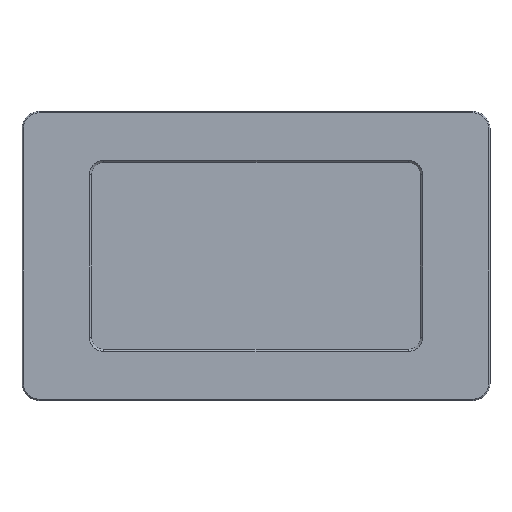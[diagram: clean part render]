
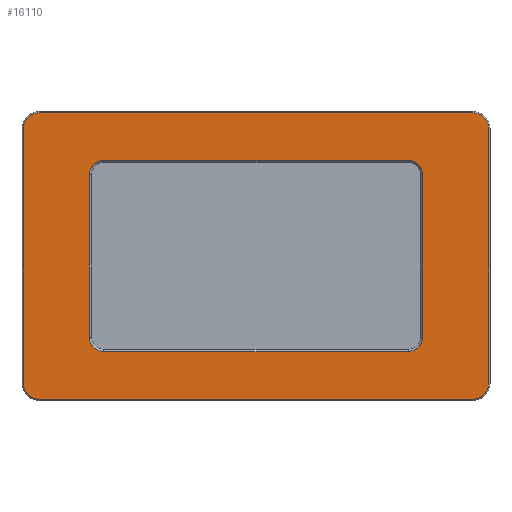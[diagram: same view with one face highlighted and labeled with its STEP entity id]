
A CAD part, top view. The second image highlights one B-rep face of the part: STEP entity #16110.
In plain terms, the highlighted planar face has unit normal (0, 0, 1).
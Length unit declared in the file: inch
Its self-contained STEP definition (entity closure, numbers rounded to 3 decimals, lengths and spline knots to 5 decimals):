
#36=FACE_BOUND('',#2370,.T.);
#586=PLANE('',#17125);
#1525=FACE_OUTER_BOUND('',#2369,.T.);
#2369=EDGE_LOOP('',(#13223,#13224,#13225,#13226,#13227,#13228,#13229,#13230));
#2370=EDGE_LOOP('',(#13231,#13232,#13233,#13234,#13235,#13236,#13237,#13238));
#2855=CIRCLE('',#17111,0.31);
#2857=CIRCLE('',#17115,0.31);
#2859=CIRCLE('',#17119,0.31);
#2861=CIRCLE('',#17123,0.31);
#2863=CIRCLE('',#17126,0.345);
#2864=CIRCLE('',#17127,0.345);
#2865=CIRCLE('',#17128,0.345);
#2866=CIRCLE('',#17129,0.345);
#4507=LINE('',#27342,#6149);
#4511=LINE('',#27354,#6153);
#4515=LINE('',#27366,#6157);
#4519=LINE('',#27378,#6161);
#4522=LINE('',#27388,#6164);
#4523=LINE('',#27392,#6165);
#4524=LINE('',#27396,#6166);
#4525=LINE('',#27400,#6167);
#6149=VECTOR('',#20267,0.3937);
#6153=VECTOR('',#20279,0.3937);
#6157=VECTOR('',#20291,0.3937);
#6161=VECTOR('',#20303,0.3937);
#6164=VECTOR('',#20314,0.3937);
#6165=VECTOR('',#20317,0.3937);
#6166=VECTOR('',#20320,0.3937);
#6167=VECTOR('',#20323,0.3937);
#7594=VERTEX_POINT('',#27338);
#7596=VERTEX_POINT('',#27341);
#7598=VERTEX_POINT('',#27347);
#7600=VERTEX_POINT('',#27353);
#7602=VERTEX_POINT('',#27359);
#7604=VERTEX_POINT('',#27365);
#7606=VERTEX_POINT('',#27371);
#7608=VERTEX_POINT('',#27377);
#7610=VERTEX_POINT('',#27386);
#7611=VERTEX_POINT('',#27387);
#7612=VERTEX_POINT('',#27389);
#7613=VERTEX_POINT('',#27391);
#7614=VERTEX_POINT('',#27393);
#7615=VERTEX_POINT('',#27395);
#7616=VERTEX_POINT('',#27397);
#7617=VERTEX_POINT('',#27399);
#9622=EDGE_CURVE('',#7594,#7596,#4507,.T.);
#9625=EDGE_CURVE('',#7596,#7598,#2855,.T.);
#9628=EDGE_CURVE('',#7598,#7600,#4511,.T.);
#9631=EDGE_CURVE('',#7600,#7602,#2857,.T.);
#9634=EDGE_CURVE('',#7602,#7604,#4515,.T.);
#9637=EDGE_CURVE('',#7604,#7606,#2859,.T.);
#9640=EDGE_CURVE('',#7606,#7608,#4519,.T.);
#9643=EDGE_CURVE('',#7608,#7594,#2861,.T.);
#9645=EDGE_CURVE('',#7610,#7611,#4522,.T.);
#9646=EDGE_CURVE('',#7612,#7610,#2863,.T.);
#9647=EDGE_CURVE('',#7613,#7612,#4523,.T.);
#9648=EDGE_CURVE('',#7614,#7613,#2864,.T.);
#9649=EDGE_CURVE('',#7615,#7614,#4524,.T.);
#9650=EDGE_CURVE('',#7616,#7615,#2865,.T.);
#9651=EDGE_CURVE('',#7617,#7616,#4525,.T.);
#9652=EDGE_CURVE('',#7611,#7617,#2866,.T.);
#13223=ORIENTED_EDGE('',*,*,#9645,.F.);
#13224=ORIENTED_EDGE('',*,*,#9646,.F.);
#13225=ORIENTED_EDGE('',*,*,#9647,.F.);
#13226=ORIENTED_EDGE('',*,*,#9648,.F.);
#13227=ORIENTED_EDGE('',*,*,#9649,.F.);
#13228=ORIENTED_EDGE('',*,*,#9650,.F.);
#13229=ORIENTED_EDGE('',*,*,#9651,.F.);
#13230=ORIENTED_EDGE('',*,*,#9652,.F.);
#13231=ORIENTED_EDGE('',*,*,#9643,.F.);
#13232=ORIENTED_EDGE('',*,*,#9640,.F.);
#13233=ORIENTED_EDGE('',*,*,#9637,.F.);
#13234=ORIENTED_EDGE('',*,*,#9634,.F.);
#13235=ORIENTED_EDGE('',*,*,#9631,.F.);
#13236=ORIENTED_EDGE('',*,*,#9628,.F.);
#13237=ORIENTED_EDGE('',*,*,#9625,.F.);
#13238=ORIENTED_EDGE('',*,*,#9622,.F.);
#16110=ADVANCED_FACE('',(#1525,#36),#586,.F.);
#17111=AXIS2_PLACEMENT_3D('',#27348,#20272,#20273);
#17115=AXIS2_PLACEMENT_3D('',#27360,#20284,#20285);
#17119=AXIS2_PLACEMENT_3D('',#27372,#20296,#20297);
#17123=AXIS2_PLACEMENT_3D('',#27383,#20308,#20309);
#17125=AXIS2_PLACEMENT_3D('',#27385,#20312,#20313);
#17126=AXIS2_PLACEMENT_3D('',#27390,#20315,#20316);
#17127=AXIS2_PLACEMENT_3D('',#27394,#20318,#20319);
#17128=AXIS2_PLACEMENT_3D('',#27398,#20321,#20322);
#17129=AXIS2_PLACEMENT_3D('',#27401,#20324,#20325);
#20267=DIRECTION('',(0.,1.,0.));
#20272=DIRECTION('center_axis',(0.,0.,
1.));
#20273=DIRECTION('ref_axis',(1.,0.,0.));
#20279=DIRECTION('',(-1.,0.,0.));
#20284=DIRECTION('center_axis',(0.,0.,
1.));
#20285=DIRECTION('ref_axis',(0.,1.,0.));
#20291=DIRECTION('',(0.,-1.,0.));
#20296=DIRECTION('center_axis',(0.,0.,
1.));
#20297=DIRECTION('ref_axis',(-1.,0.,0.));
#20303=DIRECTION('',(1.,0.,0.));
#20308=DIRECTION('center_axis',(0.,0.,
1.));
#20309=DIRECTION('ref_axis',(0.,-1.,0.));
#20312=DIRECTION('center_axis',(0.,0.,
-1.));
#20313=DIRECTION('ref_axis',(1.,0.,0.));
#20314=DIRECTION('',(0.,-1.,0.));
#20315=DIRECTION('center_axis',(0.,0.,
-1.));
#20316=DIRECTION('ref_axis',(0.707,0.707,0.));
#20317=DIRECTION('',(1.,0.,0.));
#20318=DIRECTION('center_axis',(0.,0.,
-1.));
#20319=DIRECTION('ref_axis',(-0.707,0.707,0.));
#20320=DIRECTION('',(0.,1.,0.));
#20321=DIRECTION('center_axis',(0.,0.,
-1.));
#20322=DIRECTION('ref_axis',(-0.707,-0.707,0.));
#20323=DIRECTION('',(-1.,0.,0.));
#20324=DIRECTION('center_axis',(0.,0.,
-1.));
#20325=DIRECTION('ref_axis',(0.707,-0.707,0.));
#27338=CARTESIAN_POINT('',(8.699,1.375,0.871));
#27341=CARTESIAN_POINT('',(8.699,4.905,0.871));
#27342=CARTESIAN_POINT('',(8.699,4.0225,0.871));
#27347=CARTESIAN_POINT('',(8.389,5.215,0.871));
#27348=CARTESIAN_POINT('Origin',(8.389,4.905,0.871));
#27353=CARTESIAN_POINT('',(1.775,5.215,0.871));
#27354=CARTESIAN_POINT('',(3.4285,5.215,0.871));
#27359=CARTESIAN_POINT('',(1.465,4.905,0.871));
#27360=CARTESIAN_POINT('Origin',(1.775,4.905,0.871));
#27365=CARTESIAN_POINT('',(1.465,1.375,0.871));
#27366=CARTESIAN_POINT('',(1.465,2.2575,0.871));
#27371=CARTESIAN_POINT('',(1.775,1.065,0.871));
#27372=CARTESIAN_POINT('Origin',(1.775,1.375,0.871));
#27377=CARTESIAN_POINT('',(8.389,1.065,0.871));
#27378=CARTESIAN_POINT('',(6.7355,1.065,0.871));
#27383=CARTESIAN_POINT('Origin',(8.389,1.375,0.871));
#27385=CARTESIAN_POINT('Origin',(5.082,3.14,0.871));
#27386=CARTESIAN_POINT('',(10.134,5.905,0.871));
#27387=CARTESIAN_POINT('',(10.134,0.375,0.871));
#27388=CARTESIAN_POINT('',(10.134,4.71,0.871));
#27389=CARTESIAN_POINT('',(9.789,6.25,0.871));
#27390=CARTESIAN_POINT('Origin',(9.789,5.905,0.871));
#27391=CARTESIAN_POINT('',(0.375,6.25,0.871));
#27392=CARTESIAN_POINT('',(2.541,6.25,0.871));
#27393=CARTESIAN_POINT('',(0.03,5.905,0.871));
#27394=CARTESIAN_POINT('Origin',(0.375,5.905,0.871));
#27395=CARTESIAN_POINT('',(0.03,0.375,0.871));
#27396=CARTESIAN_POINT('',(0.03,1.57,0.871));
#27397=CARTESIAN_POINT('',(0.375,0.03,0.871));
#27398=CARTESIAN_POINT('Origin',(0.375,0.375,0.871));
#27399=CARTESIAN_POINT('',(9.789,0.03,0.871));
#27400=CARTESIAN_POINT('',(7.623,0.03,0.871));
#27401=CARTESIAN_POINT('Origin',(9.789,0.375,0.871));
